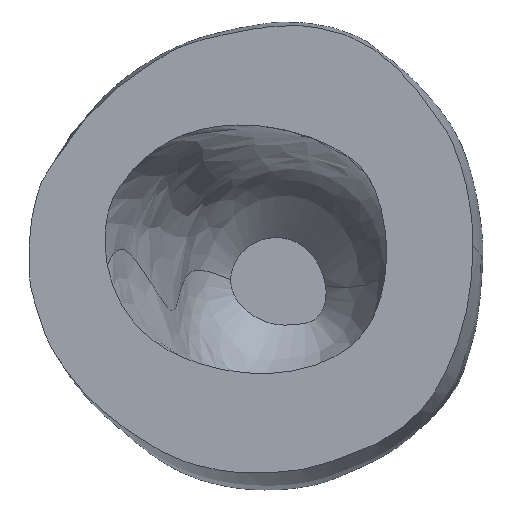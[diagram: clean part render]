
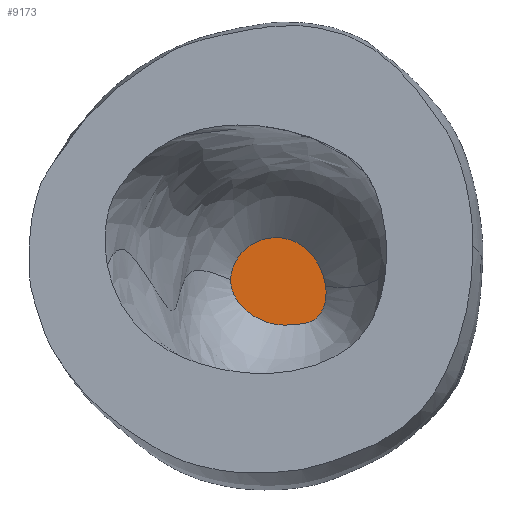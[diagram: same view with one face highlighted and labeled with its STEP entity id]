
A CAD part, top view. The second image highlights one B-rep face of the part: STEP entity #9173.
In plain terms, the highlighted planar face has unit normal (0, 0, 1).
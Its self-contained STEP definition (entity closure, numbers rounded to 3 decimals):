
#139 = CARTESIAN_POINT ( 'NONE',  ( 154.701, 72.498, 17.4 ) ) ;
#349 = CARTESIAN_POINT ( 'NONE',  ( 143.076, 78.22, 17.4 ) ) ;
#479 = CARTESIAN_POINT ( 'NONE',  ( 143.076, 78.22, 17.4 ) ) ;
#657 = CARTESIAN_POINT ( 'NONE',  ( 143.076, 78.22, 17.4 ) ) ;
#829 = DIRECTION ( 'NONE',  ( 1., 0., 0. ) ) ;
#915 = CARTESIAN_POINT ( 'NONE',  ( 155.78, 77.85, 17.4 ) ) ;
#1122 = CARTESIAN_POINT ( 'NONE',  ( 155.849, 77.277, 17.4 ) ) ;
#1355 = ORIENTED_EDGE ( 'NONE', *, *, #6080, .T. ) ;
#2197 = VERTEX_POINT ( 'NONE', #1122 ) ;
#2232 = CARTESIAN_POINT ( 'NONE',  ( 153.56, 82.597, 17.4 ) ) ;
#2255 = B_SPLINE_CURVE_WITH_KNOTS ( 'NONE', 3,
 ( #4594, #915, #7549, #2232, #4681, #4936, #7465, #15491, #657 ),
 .UNSPECIFIED., .F., .F.,
 ( 4, 1, 1, 1, 1, 1, 4 ),
 ( 0.019, 0.021, 0.025, 0.029, 0.032, 0.035, 0.039 ),
 .UNSPECIFIED. ) ;
#3196 = CARTESIAN_POINT ( 'NONE',  ( 146.616, 72.257, 17.4 ) ) ;
#4149 = VERTEX_POINT ( 'NONE', #349 ) ;
#4163 = CARTESIAN_POINT ( 'NONE',  ( 155.891, 75.063, 17.4 ) ) ;
#4594 = CARTESIAN_POINT ( 'NONE',  ( 155.849, 77.277, 17.4 ) ) ;
#4681 = CARTESIAN_POINT ( 'NONE',  ( 150.262, 84.105, 17.4 ) ) ;
#4936 = CARTESIAN_POINT ( 'NONE',  ( 147.016, 83.734, 17.4 ) ) ;
#6080 = EDGE_CURVE ( 'NONE', #4149, #2197, #13719, .T. ) ;
#6503 = EDGE_LOOP ( 'NONE', ( #7987, #1355 ) ) ;
#6780 = CARTESIAN_POINT ( 'NONE',  ( 151.489, 72.045, 17.4 ) ) ;
#7374 = FACE_OUTER_BOUND ( 'NONE', #6503, .T. ) ;
#7465 = CARTESIAN_POINT ( 'NONE',  ( 144.169, 81.954, 17.4 ) ) ;
#7549 = CARTESIAN_POINT ( 'NONE',  ( 155.314, 79.771, 17.4 ) ) ;
#7987 = ORIENTED_EDGE ( 'NONE', *, *, #14823, .T. ) ;
#8602 = DIRECTION ( 'NONE',  ( 0., 0., 1. ) ) ;
#9173 = ADVANCED_FACE ( 'NONE', ( #7374 ), #15226, .T. ) ;
#9431 = AXIS2_PLACEMENT_3D ( 'NONE', #12606, #8602, #829 ) ;
#9480 = CARTESIAN_POINT ( 'NONE',  ( 155.934, 76.575, 17.4 ) ) ;
#11119 = CARTESIAN_POINT ( 'NONE',  ( 143.076, 78.181, 17.4 ) ) ;
#12606 = CARTESIAN_POINT ( 'NONE',  ( 155.833, 77.4, 17.4 ) ) ;
#13719 = B_SPLINE_CURVE_WITH_KNOTS ( 'NONE', 3,
 ( #479, #11119, #15142, #3196, #6780, #139, #4163, #9480, #14799 ),
 .UNSPECIFIED., .F., .F.,
 ( 4, 1, 1, 1, 1, 1, 4 ),
 ( 0.039, 0.039, 0.048, 0.05, 0.054, 0.056, 0.059 ),
 .UNSPECIFIED. ) ;
#14799 = CARTESIAN_POINT ( 'NONE',  ( 155.849, 77.277, 17.4 ) ) ;
#14823 = EDGE_CURVE ( 'NONE', #2197, #4149, #2255, .T. ) ;
#15142 = CARTESIAN_POINT ( 'NONE',  ( 143.074, 75.389, 17.4 ) ) ;
#15226 = PLANE ( 'NONE',  #9431 ) ;
#15491 = CARTESIAN_POINT ( 'NONE',  ( 143.095, 79.527, 17.4 ) ) ;
